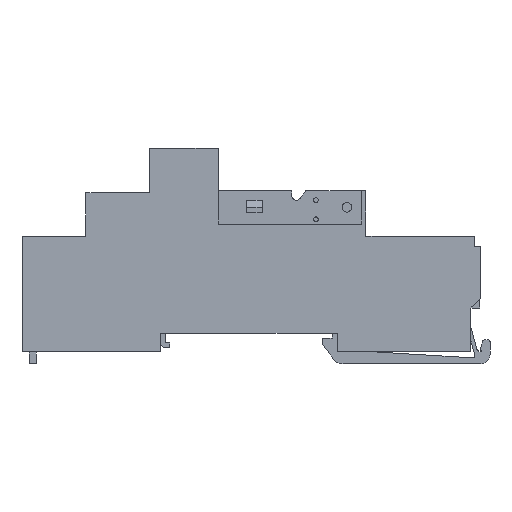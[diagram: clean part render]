
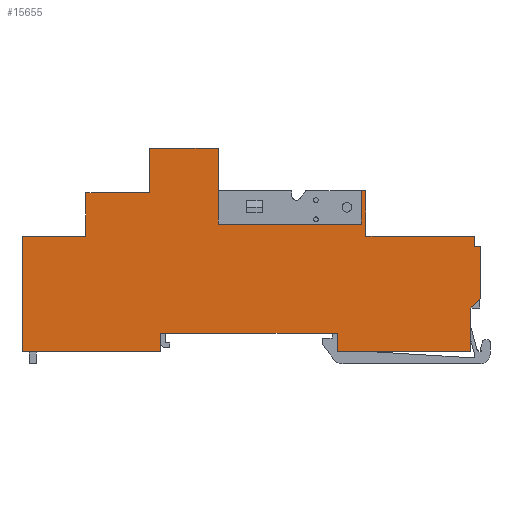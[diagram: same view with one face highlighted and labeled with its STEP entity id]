
A CAD part, left-side view. The second image highlights one B-rep face of the part: STEP entity #15655.
In plain terms, the highlighted planar face has unit normal (-1, 0, 0).
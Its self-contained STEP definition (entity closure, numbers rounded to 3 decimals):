
#15612=AXIS2_PLACEMENT_3D('Plane Axis2P3D',#15609,#15610,#15611) ;
#79=CARTESIAN_POINT('Vertex',(0.,26.,26.7)) ;
#82=CARTESIAN_POINT('Line Origine',(0.,14.6,26.7)) ;
#86=CARTESIAN_POINT('Vertex',(0.,3.2,26.7)) ;
#13414=CARTESIAN_POINT('Vertex',(0.,32.,2.5)) ;
#13417=CARTESIAN_POINT('Line Origine',(0.,32.,4.45)) ;
#13421=CARTESIAN_POINT('Vertex',(0.,32.,6.4)) ;
#13452=CARTESIAN_POINT('Vertex',(0.,2.,13.7)) ;
#13455=CARTESIAN_POINT('Line Origine',(0.,3.,12.7)) ;
#13459=CARTESIAN_POINT('Vertex',(0.,4.,11.7)) ;
#13486=CARTESIAN_POINT('Vertex',(0.,3.2,24.5)) ;
#13489=CARTESIAN_POINT('Line Origine',(0.,2.6,24.5)) ;
#13493=CARTESIAN_POINT('Vertex',(0.,2.,24.5)) ;
#13627=CARTESIAN_POINT('Vertex',(0.,71.3,35.9)) ;
#13632=CARTESIAN_POINT('Line Origine',(0.,71.3,40.55)) ;
#13636=CARTESIAN_POINT('Vertex',(0.,71.3,45.2)) ;
#13674=CARTESIAN_POINT('Vertex',(0.,84.7,35.9)) ;
#13679=CARTESIAN_POINT('Line Origine',(0.,78.,35.9)) ;
#13776=CARTESIAN_POINT('Vertex',(0.,84.7,26.7)) ;
#13781=CARTESIAN_POINT('Line Origine',(0.,84.7,31.3)) ;
#13809=CARTESIAN_POINT('Vertex',(0.,98.1,26.7)) ;
#13814=CARTESIAN_POINT('Line Origine',(0.,91.4,26.7)) ;
#13911=CARTESIAN_POINT('Vertex',(0.,98.1,2.5)) ;
#13916=CARTESIAN_POINT('Line Origine',(0.,98.1,14.6)) ;
#13946=CARTESIAN_POINT('Control Point',(0.,98.1,2.5)) ;
#13947=CARTESIAN_POINT('Control Point',(0.,69.1,2.5)) ;
#13948=CARTESIAN_POINT('Vertex',(0.,69.1,2.5)) ;
#13990=CARTESIAN_POINT('Vertex',(0.,69.1,6.4)) ;
#13993=CARTESIAN_POINT('Line Origine',(0.,69.1,4.45)) ;
#14033=CARTESIAN_POINT('Line Origine',(0.,50.55,6.4)) ;
#14109=CARTESIAN_POINT('Vertex',(0.,4.,2.5)) ;
#14112=CARTESIAN_POINT('Line Origine',(0.,18.,2.5)) ;
#14140=CARTESIAN_POINT('Line Origine',(0.,4.,7.1)) ;
#14221=CARTESIAN_POINT('Line Origine',(0.,2.,19.1)) ;
#14282=CARTESIAN_POINT('Line Origine',(0.,3.2,25.6)) ;
#15128=CARTESIAN_POINT('Line Origine',(0.,64.15,45.2)) ;
#15132=CARTESIAN_POINT('Vertex',(0.,57.,45.2)) ;
#15230=CARTESIAN_POINT('Line Origine',(0.,42.,29.3)) ;
#15234=CARTESIAN_POINT('Vertex',(0.,57.,29.3)) ;
#15236=CARTESIAN_POINT('Vertex',(0.,27.,29.3)) ;
#15583=CARTESIAN_POINT('Line Origine',(0.,27.,32.8)) ;
#15587=CARTESIAN_POINT('Vertex',(0.,27.,36.3)) ;
#15609=CARTESIAN_POINT('Axis2P3D Location',(0.,0.,0.)) ;
#15614=CARTESIAN_POINT('Line Origine',(0.,57.,37.25)) ;
#15619=CARTESIAN_POINT('Line Origine',(0.,26.,31.5)) ;
#15623=CARTESIAN_POINT('Vertex',(0.,26.,36.3)) ;
#15626=CARTESIAN_POINT('Line Origine',(0.,26.5,36.3)) ;
#83=DIRECTION('Vector Direction',(0.,1.,0.)) ;
#13418=DIRECTION('Vector Direction',(0.,0.,-1.)) ;
#13456=DIRECTION('Vector Direction',(0.,-0.707,0.707)) ;
#13490=DIRECTION('Vector Direction',(0.,1.,0.)) ;
#13633=DIRECTION('Vector Direction',(0.,0.,-1.)) ;
#13680=DIRECTION('Vector Direction',(0.,1.,0.)) ;
#13782=DIRECTION('Vector Direction',(0.,0.,-1.)) ;
#13815=DIRECTION('Vector Direction',(0.,1.,0.)) ;
#13917=DIRECTION('Vector Direction',(0.,0.,-1.)) ;
#13994=DIRECTION('Vector Direction',(0.,0.,1.)) ;
#14034=DIRECTION('Vector Direction',(0.,-1.,0.)) ;
#14113=DIRECTION('Vector Direction',(0.,1.,0.)) ;
#14141=DIRECTION('Vector Direction',(0.,0.,-1.)) ;
#14222=DIRECTION('Vector Direction',(0.,0.,1.)) ;
#14283=DIRECTION('Vector Direction',(0.,0.,1.)) ;
#15129=DIRECTION('Vector Direction',(0.,1.,0.)) ;
#15231=DIRECTION('Vector Direction',(0.,-1.,0.)) ;
#15584=DIRECTION('Vector Direction',(0.,0.,-1.)) ;
#15610=DIRECTION('Axis2P3D Direction',(1.,0.,0.)) ;
#15611=DIRECTION('Axis2P3D XDirection',(0.,1.,0.)) ;
#15615=DIRECTION('Vector Direction',(0.,0.,-1.)) ;
#15620=DIRECTION('Vector Direction',(0.,0.,1.)) ;
#15627=DIRECTION('Vector Direction',(0.,1.,0.)) ;
#84=VECTOR('Line Direction',#83,1.) ;
#13419=VECTOR('Line Direction',#13418,1.) ;
#13457=VECTOR('Line Direction',#13456,1.) ;
#13491=VECTOR('Line Direction',#13490,1.) ;
#13634=VECTOR('Line Direction',#13633,1.) ;
#13681=VECTOR('Line Direction',#13680,1.) ;
#13783=VECTOR('Line Direction',#13782,1.) ;
#13816=VECTOR('Line Direction',#13815,1.) ;
#13918=VECTOR('Line Direction',#13917,1.) ;
#13995=VECTOR('Line Direction',#13994,1.) ;
#14035=VECTOR('Line Direction',#14034,1.) ;
#14114=VECTOR('Line Direction',#14113,1.) ;
#14142=VECTOR('Line Direction',#14141,1.) ;
#14223=VECTOR('Line Direction',#14222,1.) ;
#14284=VECTOR('Line Direction',#14283,1.) ;
#15130=VECTOR('Line Direction',#15129,1.) ;
#15232=VECTOR('Line Direction',#15231,1.) ;
#15585=VECTOR('Line Direction',#15584,1.) ;
#15616=VECTOR('Line Direction',#15615,1.) ;
#15621=VECTOR('Line Direction',#15620,1.) ;
#15628=VECTOR('Line Direction',#15627,1.) ;
#15632=ORIENTED_EDGE('',*,*,#15589,.T.) ;
#15633=ORIENTED_EDGE('',*,*,#15238,.F.) ;
#15634=ORIENTED_EDGE('',*,*,#15618,.F.) ;
#15635=ORIENTED_EDGE('',*,*,#15134,.F.) ;
#15636=ORIENTED_EDGE('',*,*,#13638,.F.) ;
#15637=ORIENTED_EDGE('',*,*,#13683,.F.) ;
#15638=ORIENTED_EDGE('',*,*,#13785,.F.) ;
#15639=ORIENTED_EDGE('',*,*,#13818,.F.) ;
#15640=ORIENTED_EDGE('',*,*,#13920,.F.) ;
#15641=ORIENTED_EDGE('',*,*,#13950,.F.) ;
#15642=ORIENTED_EDGE('',*,*,#13997,.F.) ;
#15643=ORIENTED_EDGE('',*,*,#14037,.F.) ;
#15644=ORIENTED_EDGE('',*,*,#13423,.F.) ;
#15645=ORIENTED_EDGE('',*,*,#14116,.F.) ;
#15646=ORIENTED_EDGE('',*,*,#14144,.F.) ;
#15647=ORIENTED_EDGE('',*,*,#13461,.F.) ;
#15648=ORIENTED_EDGE('',*,*,#14225,.T.) ;
#15649=ORIENTED_EDGE('',*,*,#13495,.F.) ;
#15650=ORIENTED_EDGE('',*,*,#14286,.F.) ;
#15651=ORIENTED_EDGE('',*,*,#88,.F.) ;
#15652=ORIENTED_EDGE('',*,*,#15625,.F.) ;
#15653=ORIENTED_EDGE('',*,*,#15630,.F.) ;
#15655=ADVANCED_FACE('Koerper.2',(#15654),#15613,.F.) ;
#13945=B_SPLINE_CURVE_WITH_KNOTS('',1,(#13946,#13947),.UNSPECIFIED.,.F.,.U.,(2,2),(0.,29.),.UNSPECIFIED.) ;
#88=EDGE_CURVE('',#80,#87,#85,.F.) ;
#13423=EDGE_CURVE('',#13415,#13422,#13420,.F.) ;
#13461=EDGE_CURVE('',#13453,#13460,#13458,.F.) ;
#13495=EDGE_CURVE('',#13487,#13494,#13492,.F.) ;
#13638=EDGE_CURVE('',#13628,#13637,#13635,.F.) ;
#13683=EDGE_CURVE('',#13675,#13628,#13682,.F.) ;
#13785=EDGE_CURVE('',#13777,#13675,#13784,.F.) ;
#13818=EDGE_CURVE('',#13810,#13777,#13817,.F.) ;
#13920=EDGE_CURVE('',#13912,#13810,#13919,.F.) ;
#13950=EDGE_CURVE('',#13949,#13912,#13945,.F.) ;
#13997=EDGE_CURVE('',#13991,#13949,#13996,.F.) ;
#14037=EDGE_CURVE('',#13422,#13991,#14036,.F.) ;
#14116=EDGE_CURVE('',#14110,#13415,#14115,.T.) ;
#14144=EDGE_CURVE('',#13460,#14110,#14143,.T.) ;
#14225=EDGE_CURVE('',#13453,#13494,#14224,.T.) ;
#14286=EDGE_CURVE('',#87,#13487,#14285,.F.) ;
#15134=EDGE_CURVE('',#13637,#15133,#15131,.F.) ;
#15238=EDGE_CURVE('',#15235,#15237,#15233,.T.) ;
#15589=EDGE_CURVE('',#15588,#15237,#15586,.T.) ;
#15618=EDGE_CURVE('',#15133,#15235,#15617,.T.) ;
#15625=EDGE_CURVE('',#15624,#80,#15622,.F.) ;
#15630=EDGE_CURVE('',#15588,#15624,#15629,.F.) ;
#15631=EDGE_LOOP('',(#15632,#15633,#15634,#15635,#15636,#15637,#15638,#15639,#15640,#15641,#15642,#15643,#15644,#15645,#15646,#15647,#15648,#15649,#15650,#15651,#15652,#15653)) ;
#15654=FACE_OUTER_BOUND('',#15631,.T.) ;
#85=LINE('Line',#82,#84) ;
#13420=LINE('Line',#13417,#13419) ;
#13458=LINE('Line',#13455,#13457) ;
#13492=LINE('Line',#13489,#13491) ;
#13635=LINE('Line',#13632,#13634) ;
#13682=LINE('Line',#13679,#13681) ;
#13784=LINE('Line',#13781,#13783) ;
#13817=LINE('Line',#13814,#13816) ;
#13919=LINE('Line',#13916,#13918) ;
#13996=LINE('Line',#13993,#13995) ;
#14036=LINE('Line',#14033,#14035) ;
#14115=LINE('Line',#14112,#14114) ;
#14143=LINE('Line',#14140,#14142) ;
#14224=LINE('Line',#14221,#14223) ;
#14285=LINE('Line',#14282,#14284) ;
#15131=LINE('Line',#15128,#15130) ;
#15233=LINE('Line',#15230,#15232) ;
#15586=LINE('Line',#15583,#15585) ;
#15617=LINE('Line',#15614,#15616) ;
#15622=LINE('Line',#15619,#15621) ;
#15629=LINE('Line',#15626,#15628) ;
#15613=PLANE('',#15612) ;
#80=VERTEX_POINT('',#79) ;
#87=VERTEX_POINT('',#86) ;
#13415=VERTEX_POINT('',#13414) ;
#13422=VERTEX_POINT('',#13421) ;
#13453=VERTEX_POINT('',#13452) ;
#13460=VERTEX_POINT('',#13459) ;
#13487=VERTEX_POINT('',#13486) ;
#13494=VERTEX_POINT('',#13493) ;
#13628=VERTEX_POINT('',#13627) ;
#13637=VERTEX_POINT('',#13636) ;
#13675=VERTEX_POINT('',#13674) ;
#13777=VERTEX_POINT('',#13776) ;
#13810=VERTEX_POINT('',#13809) ;
#13912=VERTEX_POINT('',#13911) ;
#13949=VERTEX_POINT('',#13948) ;
#13991=VERTEX_POINT('',#13990) ;
#14110=VERTEX_POINT('',#14109) ;
#15133=VERTEX_POINT('',#15132) ;
#15235=VERTEX_POINT('',#15234) ;
#15237=VERTEX_POINT('',#15236) ;
#15588=VERTEX_POINT('',#15587) ;
#15624=VERTEX_POINT('',#15623) ;
